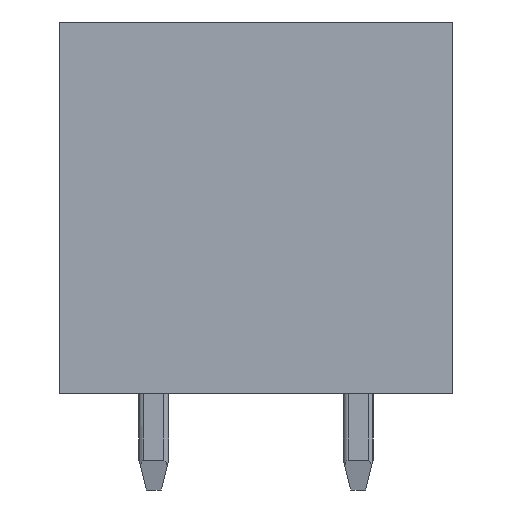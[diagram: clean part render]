
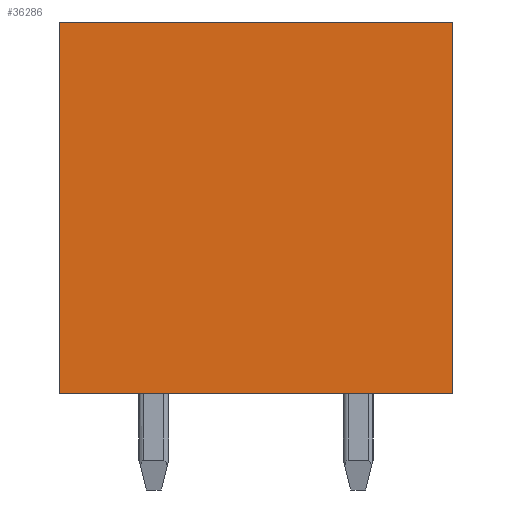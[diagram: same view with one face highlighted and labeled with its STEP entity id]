
A CAD part, left-side view. The second image highlights one B-rep face of the part: STEP entity #36286.
In plain terms, the highlighted planar face has unit normal (-1, 0, 0).
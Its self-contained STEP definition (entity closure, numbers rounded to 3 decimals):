
#2881=DIRECTION('',(0.,0.,-1.));
#2882=VECTOR('',#2881,10.);
#2883=CARTESIAN_POINT('',(-84.8,-5.3,3.7));
#2884=LINE('',#2883,#2882);
#2885=DIRECTION('',(0.,1.,0.));
#2886=VECTOR('',#2885,10.6);
#2887=CARTESIAN_POINT('',(-84.8,-5.3,-6.3));
#2888=LINE('',#2887,#2886);
#2889=DIRECTION('',(0.,0.,1.));
#2890=VECTOR('',#2889,10.);
#2891=CARTESIAN_POINT('',(-84.8,5.3,-6.3));
#2892=LINE('',#2891,#2890);
#2893=DIRECTION('',(0.,-1.,0.));
#2894=VECTOR('',#2893,10.6);
#2895=CARTESIAN_POINT('',(-84.8,5.3,3.7));
#2896=LINE('',#2895,#2894);
#26729=CARTESIAN_POINT('',(-84.8,-5.3,3.7));
#26730=CARTESIAN_POINT('',(-84.8,-5.3,-6.3));
#26731=VERTEX_POINT('',#26729);
#26732=VERTEX_POINT('',#26730);
#26733=CARTESIAN_POINT('',(-84.8,5.3,-6.3));
#26734=VERTEX_POINT('',#26733);
#26735=CARTESIAN_POINT('',(-84.8,5.3,3.7));
#26736=VERTEX_POINT('',#26735);
#36275=CARTESIAN_POINT('',(-84.8,0.,0.));
#36276=DIRECTION('',(1.,0.,0.));
#36277=DIRECTION('',(0.,-1.,0.));
#36278=AXIS2_PLACEMENT_3D('',#36275,#36276,#36277);
#36279=PLANE('',#36278);
#36280=ORIENTED_EDGE('',*,*,#33849,.T.);
#36281=ORIENTED_EDGE('',*,*,#33864,.T.);
#36282=ORIENTED_EDGE('',*,*,#34742,.T.);
#36283=ORIENTED_EDGE('',*,*,#34755,.T.);
#36284=EDGE_LOOP('',(#36280,#36281,#36282,#36283));
#36285=FACE_OUTER_BOUND('',#36284,.F.);
#36286=ADVANCED_FACE('',(#36285),#36279,.F.);
#33849=EDGE_CURVE('',#26731,#26732,#2884,.T.);
#33864=EDGE_CURVE('',#26732,#26734,#2888,.T.);
#34742=EDGE_CURVE('',#26734,#26736,#2892,.T.);
#34755=EDGE_CURVE('',#26736,#26731,#2896,.T.);
